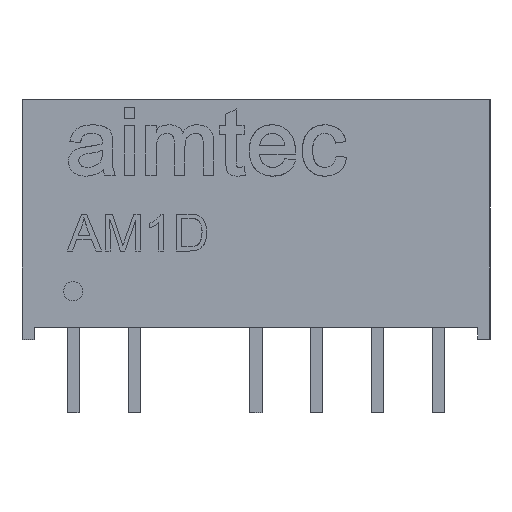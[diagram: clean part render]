
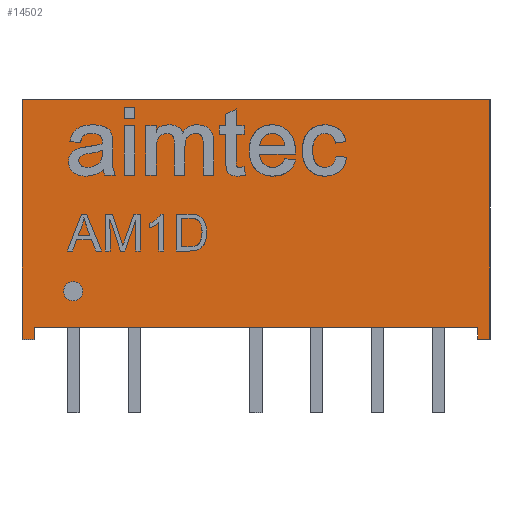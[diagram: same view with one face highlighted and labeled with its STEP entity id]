
A CAD part, top view. The second image highlights one B-rep face of the part: STEP entity #14502.
In plain terms, the highlighted planar face has unit normal (0, 0, 1).
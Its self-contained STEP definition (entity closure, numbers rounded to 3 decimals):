
#327 = LINE ( 'NONE', #4830, #6678 ) ;
#619 = DIRECTION ( 'NONE',  ( 0., 1., 0. ) ) ;
#759 = EDGE_CURVE ( 'NONE', #7575, #12172, #13561, .T. ) ;
#837 = EDGE_CURVE ( 'NONE', #11593, #13309, #1227, .T. ) ;
#1227 = LINE ( 'NONE', #9330, #6750 ) ;
#2134 = FACE_OUTER_BOUND ( 'NONE', #8517, .T. ) ;
#2195 = LINE ( 'NONE', #6663, #11571 ) ;
#2245 = DIRECTION ( 'NONE',  ( 0., -1., 0. ) ) ;
#2271 = DIRECTION ( 'NONE',  ( -1., 0., 0. ) ) ;
#2419 = DIRECTION ( 'NONE',  ( 0., 0., -1. ) ) ;
#2775 = EDGE_CURVE ( 'NONE', #5467, #12172, #327, .T. ) ;
#2871 = AXIS2_PLACEMENT_3D ( 'NONE', #13589, #2419, #2271 ) ;
#3150 = LINE ( 'NONE', #11101, #9995 ) ;
#3167 = EDGE_CURVE ( 'NONE', #7062, #6864, #11134, .T. ) ;
#3273 = VECTOR ( 'NONE', #6675, 1000. ) ;
#3491 = DIRECTION ( 'NONE',  ( 0., 1., 0. ) ) ;
#3505 = CARTESIAN_POINT ( 'NONE',  ( -9.75, 10., 4.75 ) ) ;
#3506 = CARTESIAN_POINT ( 'NONE',  ( -9.25, 0.5, 4.75 ) ) ;
#3611 = EDGE_CURVE ( 'NONE', #6864, #13309, #13279, .T. ) ;
#4439 = ORIENTED_EDGE ( 'NONE', *, *, #759, .T. ) ;
#4541 = EDGE_CURVE ( 'NONE', #4940, #5467, #2195, .T. ) ;
#4570 = ORIENTED_EDGE ( 'NONE', *, *, #3611, .T. ) ;
#4613 = CARTESIAN_POINT ( 'NONE',  ( 9.75, 10., 4.75 ) ) ;
#4683 = LINE ( 'NONE', #4613, #13954 ) ;
#4830 = CARTESIAN_POINT ( 'NONE',  ( 9.25, 10., 4.75 ) ) ;
#4940 = VERTEX_POINT ( 'NONE', #8425 ) ;
#5119 = CARTESIAN_POINT ( 'NONE',  ( 9.25, 0.5, 4.75 ) ) ;
#5467 = VERTEX_POINT ( 'NONE', #7999 ) ;
#5891 = CARTESIAN_POINT ( 'NONE',  ( 9.75, 10., 4.75 ) ) ;
#6542 = VECTOR ( 'NONE', #8161, 1000. ) ;
#6663 = CARTESIAN_POINT ( 'NONE',  ( -9.75, 0., 4.75 ) ) ;
#6675 = DIRECTION ( 'NONE',  ( -1., 0., 0. ) ) ;
#6678 = VECTOR ( 'NONE', #619, 1000. ) ;
#6719 = DIRECTION ( 'NONE',  ( 0., -1., 0. ) ) ;
#6741 = DIRECTION ( 'NONE',  ( -1., 0., 0. ) ) ;
#6750 = VECTOR ( 'NONE', #13849, 1000. ) ;
#6864 = VERTEX_POINT ( 'NONE', #9687 ) ;
#7062 = VERTEX_POINT ( 'NONE', #5891 ) ;
#7256 = CARTESIAN_POINT ( 'NONE',  ( -9.25, 0.5, 4.75 ) ) ;
#7575 = VERTEX_POINT ( 'NONE', #7256 ) ;
#7793 = ORIENTED_EDGE ( 'NONE', *, *, #837, .F. ) ;
#7999 = CARTESIAN_POINT ( 'NONE',  ( 9.25, 0., 4.75 ) ) ;
#8099 = CARTESIAN_POINT ( 'NONE',  ( 9.75, 10., 4.75 ) ) ;
#8161 = DIRECTION ( 'NONE',  ( 1., 0., 0. ) ) ;
#8190 = EDGE_CURVE ( 'NONE', #7575, #11593, #3150, .T. ) ;
#8425 = CARTESIAN_POINT ( 'NONE',  ( 9.75, 0., 4.75 ) ) ;
#8517 = EDGE_LOOP ( 'NONE', ( #10739, #13933, #13524, #11450, #4570, #7793, #9349, #4439 ) ) ;
#8981 = CARTESIAN_POINT ( 'NONE',  ( -9.75, 0., 4.75 ) ) ;
#9330 = CARTESIAN_POINT ( 'NONE',  ( -9.75, 0., 4.75 ) ) ;
#9349 = ORIENTED_EDGE ( 'NONE', *, *, #8190, .F. ) ;
#9687 = CARTESIAN_POINT ( 'NONE',  ( -9.75, 10., 4.75 ) ) ;
#9995 = VECTOR ( 'NONE', #6719, 1000. ) ;
#10170 = PLANE ( 'NONE',  #2871 ) ;
#10739 = ORIENTED_EDGE ( 'NONE', *, *, #2775, .F. ) ;
#11101 = CARTESIAN_POINT ( 'NONE',  ( -9.25, 10., 4.75 ) ) ;
#11134 = LINE ( 'NONE', #8099, #3273 ) ;
#11450 = ORIENTED_EDGE ( 'NONE', *, *, #3167, .T. ) ;
#11571 = VECTOR ( 'NONE', #6741, 1000. ) ;
#11593 = VERTEX_POINT ( 'NONE', #12148 ) ;
#12004 = EDGE_CURVE ( 'NONE', #4940, #7062, #4683, .T. ) ;
#12148 = CARTESIAN_POINT ( 'NONE',  ( -9.25, 0., 4.75 ) ) ;
#12172 = VERTEX_POINT ( 'NONE', #5119 ) ;
#12210 = VECTOR ( 'NONE', #2245, 1000. ) ;
#13279 = LINE ( 'NONE', #3505, #12210 ) ;
#13309 = VERTEX_POINT ( 'NONE', #8981 ) ;
#13524 = ORIENTED_EDGE ( 'NONE', *, *, #12004, .T. ) ;
#13561 = LINE ( 'NONE', #3506, #6542 ) ;
#13589 = CARTESIAN_POINT ( 'NONE',  ( -9.75, 10., 4.75 ) ) ;
#13849 = DIRECTION ( 'NONE',  ( -1., 0., 0. ) ) ;
#13933 = ORIENTED_EDGE ( 'NONE', *, *, #4541, .F. ) ;
#13954 = VECTOR ( 'NONE', #3491, 1000. ) ;
#14502 = ADVANCED_FACE ( 'NONE', ( #2134 ), #10170, .F. ) ;
